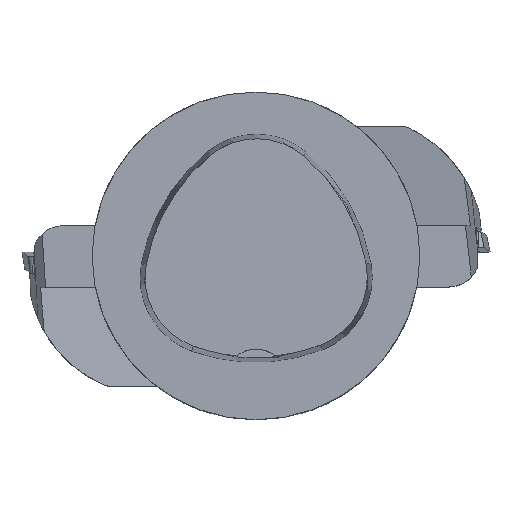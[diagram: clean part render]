
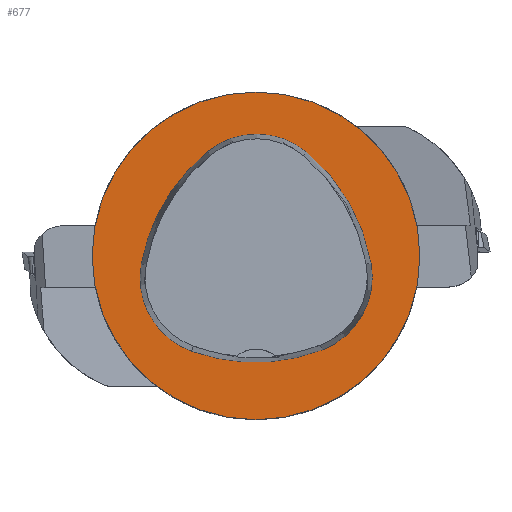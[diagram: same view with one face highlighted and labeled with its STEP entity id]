
A CAD part, top view. The second image highlights one B-rep face of the part: STEP entity #677.
In plain terms, the highlighted planar face has unit normal (0, 0, 1).
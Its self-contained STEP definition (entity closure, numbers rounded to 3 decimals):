
#336=FACE_BOUND('',#1303,.T.);
#337=FACE_BOUND('',#1304,.T.);
#444=CIRCLE('',#4857,31.5);
#445=CIRCLE('',#4863,36.);
#447=CIRCLE('',#4866,15.);
#449=CIRCLE('',#4869,36.);
#451=CIRCLE('',#4872,15.);
#455=CIRCLE('',#4877,36.);
#457=CIRCLE('',#4880,15.);
#677=ADVANCED_FACE('',(#336,#337),#856,.T.);
#856=PLANE('',#4885);
#1303=EDGE_LOOP('',(#2413,#2414,#2415,#2416,#2417,#2418));
#1304=EDGE_LOOP('',(#2419));
#2413=ORIENTED_EDGE('',*,*,#3612,.T.);
#2414=ORIENTED_EDGE('',*,*,#3592,.T.);
#2415=ORIENTED_EDGE('',*,*,#3596,.T.);
#2416=ORIENTED_EDGE('',*,*,#3599,.T.);
#2417=ORIENTED_EDGE('',*,*,#3602,.T.);
#2418=ORIENTED_EDGE('',*,*,#3610,.T.);
#2419=ORIENTED_EDGE('',*,*,#3583,.F.);
#3042=VERTEX_POINT('',#7403);
#3051=VERTEX_POINT('',#7422);
#3052=VERTEX_POINT('',#7423);
#3055=VERTEX_POINT('',#7431);
#3057=VERTEX_POINT('',#7437);
#3059=VERTEX_POINT('',#7443);
#3066=VERTEX_POINT('',#7464);
#3583=EDGE_CURVE('',#3042,#3042,#444,.T.);
#3592=EDGE_CURVE('',#3051,#3052,#445,.T.);
#3596=EDGE_CURVE('',#3052,#3055,#447,.T.);
#3599=EDGE_CURVE('',#3055,#3057,#449,.T.);
#3602=EDGE_CURVE('',#3057,#3059,#451,.T.);
#3610=EDGE_CURVE('',#3059,#3066,#455,.T.);
#3612=EDGE_CURVE('',#3066,#3051,#457,.T.);
#4857=AXIS2_PLACEMENT_3D('',#7402,#5743,#5744);
#4863=AXIS2_PLACEMENT_3D('',#7421,#5759,#5760);
#4866=AXIS2_PLACEMENT_3D('',#7430,#5767,#5768);
#4869=AXIS2_PLACEMENT_3D('',#7436,#5774,#5775);
#4872=AXIS2_PLACEMENT_3D('',#7442,#5781,#5782);
#4877=AXIS2_PLACEMENT_3D('',#7465,#5793,#5794);
#4880=AXIS2_PLACEMENT_3D('',#7468,#5799,#5800);
#4885=AXIS2_PLACEMENT_3D('',#7473,#5809,#5810);
#5743=DIRECTION('',(0.,0.,-1.));
#5744=DIRECTION('',(-1.,0.,0.));
#5759=DIRECTION('',(0.,0.,-1.));
#5760=DIRECTION('',(-1.,0.,0.));
#5767=DIRECTION('',(0.,0.,-1.));
#5768=DIRECTION('',(-1.,0.,0.));
#5774=DIRECTION('',(0.,0.,-1.));
#5775=DIRECTION('',(-1.,0.,0.));
#5781=DIRECTION('',(0.,0.,-1.));
#5782=DIRECTION('',(-1.,0.,0.));
#5793=DIRECTION('',(0.,0.,-1.));
#5794=DIRECTION('',(-1.,0.,0.));
#5799=DIRECTION('',(0.,0.,-1.));
#5800=DIRECTION('',(-1.,0.,0.));
#5809=DIRECTION('',(0.,0.,1.));
#5810=DIRECTION('',(1.,0.,0.));
#7402=CARTESIAN_POINT('',(0.,0.,0.));
#7403=CARTESIAN_POINT('',(-31.5,0.,0.));
#7421=CARTESIAN_POINT('',(13.398,-7.893,0.));
#7422=CARTESIAN_POINT('',(-22.041,-1.562,0.));
#7423=CARTESIAN_POINT('',(-9.317,20.036,0.));
#7430=CARTESIAN_POINT('',(0.148,8.399,0.));
#7431=CARTESIAN_POINT('',(9.779,19.898,0.));
#7436=CARTESIAN_POINT('',(-13.337,-7.7,0.));
#7437=CARTESIAN_POINT('',(22.122,-1.48,0.));
#7442=CARTESIAN_POINT('',(7.347,-4.071,0.));
#7443=CARTESIAN_POINT('',(12.693,-18.087,0.));
#7464=CARTESIAN_POINT('',(-12.373,-18.307,0.));
#7465=CARTESIAN_POINT('',(-0.137,15.55,0.));
#7468=CARTESIAN_POINT('',(-7.275,-4.2,0.));
#7473=CARTESIAN_POINT('',(0.,0.,0.));
